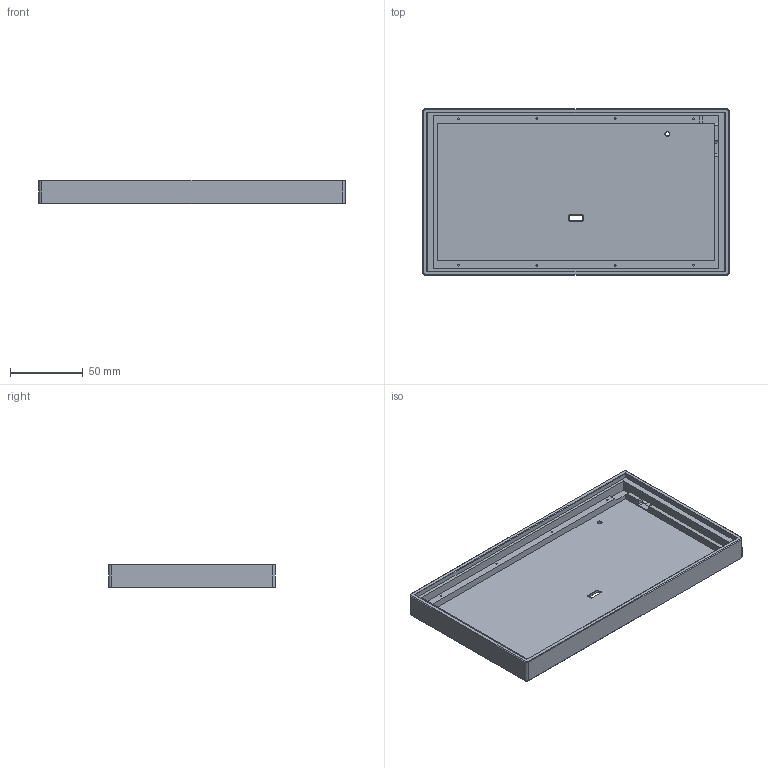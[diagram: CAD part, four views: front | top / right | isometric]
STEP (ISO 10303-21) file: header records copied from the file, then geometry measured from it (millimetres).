
FILE_DESCRIPTION(/* description */ (''),/* implementation_level */ '2;1');
FILE_NAME(/* name */ '壳体.stp',/* time_stamp */ '2022-01-14T17:06:18+08:00',/* author */ ('HACK'),/* organization */ (''),/* preprocessor_version */ 'ST-DEVELOPER v18.1',/* originating_system */ 'Autodesk Inventor 2021',/* authorisation */ '');
FILE_SCHEMA (('AUTOMOTIVE_DESIGN { 1 0 10303 214 3 1 1 }'));
Length unit declared in the file: millimetre
Products named in the file (1): 壳体
Bounding box: 211 x 115 x 16.5 mm (x, y, z)
Volume: 106157.4 mm3; surface area: 67744.3 mm2
Topology: 1 solids, 1 shells, 119 faces, 290 edges, 183 vertices
Faces by surface type: plane 70, cylinder 27, cone 22
Full cylindrical faces by diameter (mm): 1.2 x8, 2.8 x1
Entity records: 3521 total; most frequent: DIRECTION 622, CARTESIAN_POINT 593, ORIENTED_EDGE 580, EDGE_CURVE 290, AXIS2_PLACEMENT_3D 212, LINE 198, VECTOR 198, VERTEX_POINT 183
